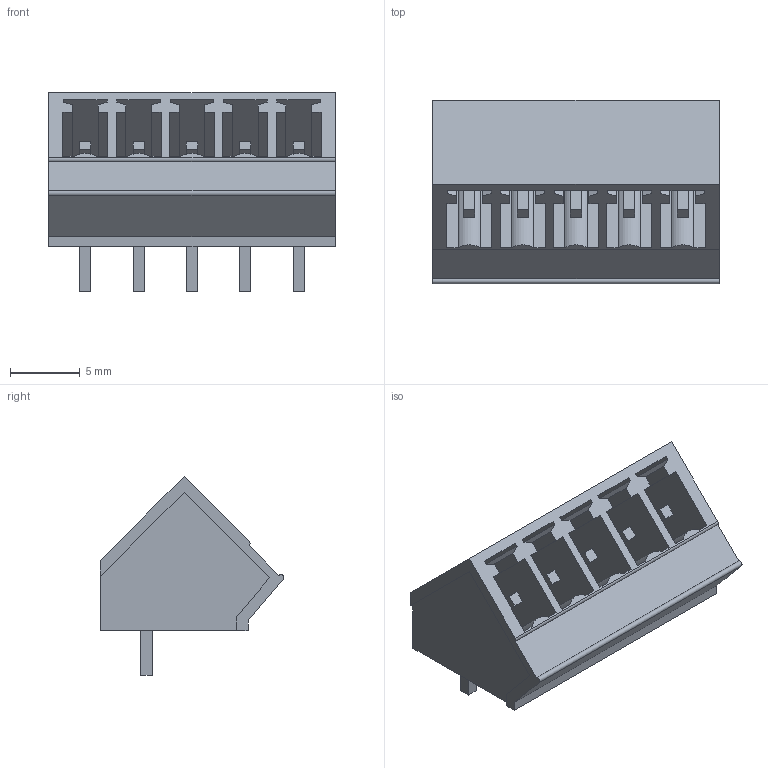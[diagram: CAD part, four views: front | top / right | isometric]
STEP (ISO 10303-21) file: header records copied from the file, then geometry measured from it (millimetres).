
FILE_DESCRIPTION(('CATIA V5 STEP Exchange','CAx-IF Rec.Pracs.--- Model Styling and Organization---1.2---2011-12-15'),'2;1');
FILE_NAME ('D1460959_0_1977230000_1977230000.stp','2018-04-23T10:11:10+00:00',('none'),('Weidmueller'),'CATIA Version 5-6 Release 2014','CATIA V5 STEP AP214','none');
FILE_SCHEMA(('AUTOMOTIVE_DESIGN { 1 0 10303 214 1 1 1 1 }'));
Length unit declared in the file: millimetre
Products named in the file (1): 1977230000
Bounding box: 20.44 x 13.1 x 14.2 mm (x, y, z)
Volume: 949.9 mm3; surface area: 2422.7 mm2
Topology: 6 solids, 6 shells, 235 faces, 662 edges, 444 vertices
Faces by surface type: plane 218, cylinder 17
Entity records: 7469 total; most frequent: CARTESIAN_POINT 1334, ORIENTED_EDGE 1324, DIRECTION 1031, EDGE_CURVE 662, VECTOR 628, LINE 628, VERTEX_POINT 444, EDGE_LOOP 250
